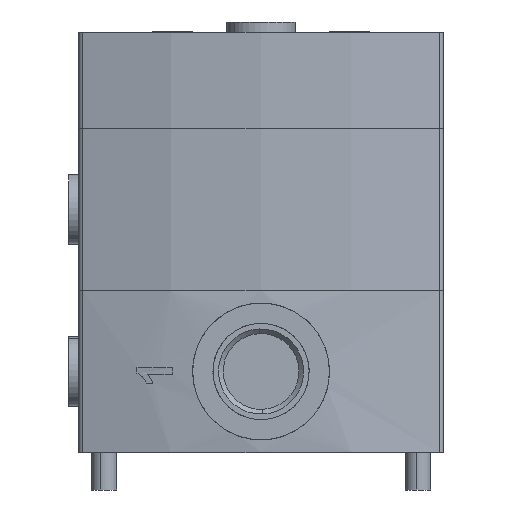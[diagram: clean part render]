
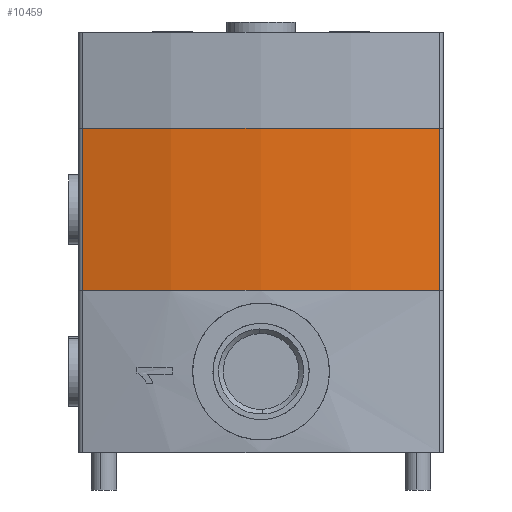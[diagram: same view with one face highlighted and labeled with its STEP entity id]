
A CAD part, left-side view. The second image highlights one B-rep face of the part: STEP entity #10459.
In plain terms, the highlighted cylindrical face has radius 120 mm (diameter 240 mm), a partial arc.
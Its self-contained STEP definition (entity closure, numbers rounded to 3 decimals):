
#1181 = CARTESIAN_POINT ( 'NONE',  ( 106.737, 0., 64. ) ) ;
#1941 = ORIENTED_EDGE ( 'NONE', *, *, #20433, .F. ) ;
#2423 = LINE ( 'NONE', #19077, #19955 ) ;
#3087 = CARTESIAN_POINT ( 'NONE',  ( 106.737, 0., 32. ) ) ;
#4156 = CARTESIAN_POINT ( 'NONE',  ( -7.956, -35.294, 64. ) ) ;
#6119 = ORIENTED_EDGE ( 'NONE', *, *, #12456, .T. ) ;
#7803 = DIRECTION ( 'NONE',  ( 0., 0., 1. ) ) ;
#9604 = DIRECTION ( 'NONE',  ( 0., 0., 1. ) ) ;
#10459 = ADVANCED_FACE ( 'NONE', ( #23500 ), #26596, .T. ) ;
#10472 = DIRECTION ( 'NONE',  ( 0., 0., 1. ) ) ;
#11281 = CARTESIAN_POINT ( 'NONE',  ( -7.956, 35.294, 32. ) ) ;
#11837 = EDGE_CURVE ( 'NONE', #23034, #18544, #14098, .T. ) ;
#12456 = EDGE_CURVE ( 'NONE', #18544, #27340, #2423, .T. ) ;
#14098 = CIRCLE ( 'NONE', #34552, 120. ) ;
#14460 = VECTOR ( 'NONE', #7803, 1000. ) ;
#16625 = CIRCLE ( 'NONE', #33599, 120. ) ;
#18544 = VERTEX_POINT ( 'NONE', #35112 ) ;
#19077 = CARTESIAN_POINT ( 'NONE',  ( -7.956, -35.294, 32. ) ) ;
#19955 = VECTOR ( 'NONE', #10472, 1000. ) ;
#20433 = EDGE_CURVE ( 'NONE', #23034, #23395, #32903, .T. ) ;
#20979 = ORIENTED_EDGE ( 'NONE', *, *, #21793, .F. ) ;
#21321 = DIRECTION ( 'NONE',  ( 1., 0., 0. ) ) ;
#21793 = EDGE_CURVE ( 'NONE', #23395, #27340, #16625, .T. ) ;
#22133 = ORIENTED_EDGE ( 'NONE', *, *, #11837, .T. ) ;
#23034 = VERTEX_POINT ( 'NONE', #31992 ) ;
#23395 = VERTEX_POINT ( 'NONE', #24933 ) ;
#23500 = FACE_OUTER_BOUND ( 'NONE', #28216, .T. ) ;
#24933 = CARTESIAN_POINT ( 'NONE',  ( -7.956, 35.294, 64. ) ) ;
#25081 = DIRECTION ( 'NONE',  ( 0., 0., 1. ) ) ;
#25705 = AXIS2_PLACEMENT_3D ( 'NONE', #29349, #34649, #35194 ) ;
#26596 = CYLINDRICAL_SURFACE ( 'NONE', #25705, 120. ) ;
#27340 = VERTEX_POINT ( 'NONE', #4156 ) ;
#28216 = EDGE_LOOP ( 'NONE', ( #22133, #6119, #20979, #1941 ) ) ;
#29349 = CARTESIAN_POINT ( 'NONE',  ( 106.737, 0., 32. ) ) ;
#31992 = CARTESIAN_POINT ( 'NONE',  ( -7.956, 35.294, 32. ) ) ;
#32903 = LINE ( 'NONE', #11281, #14460 ) ;
#33599 = AXIS2_PLACEMENT_3D ( 'NONE', #1181, #9604, #21321 ) ;
#34039 = DIRECTION ( 'NONE',  ( 1., 0., 0. ) ) ;
#34552 = AXIS2_PLACEMENT_3D ( 'NONE', #3087, #25081, #34039 ) ;
#34649 = DIRECTION ( 'NONE',  ( 0., 0., -1. ) ) ;
#35112 = CARTESIAN_POINT ( 'NONE',  ( -7.956, -35.294, 32. ) ) ;
#35194 = DIRECTION ( 'NONE',  ( 1., 0., 0. ) ) ;
